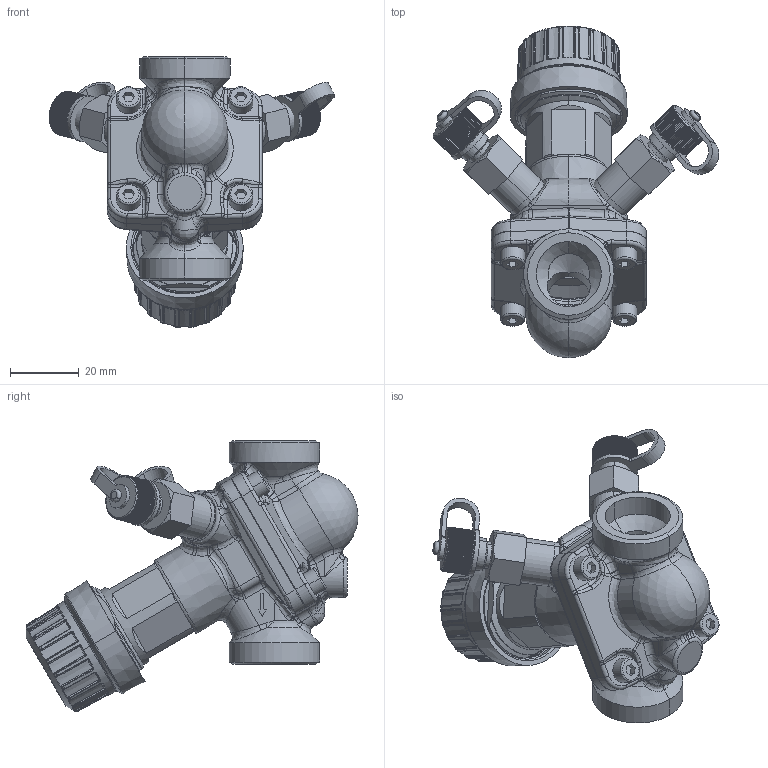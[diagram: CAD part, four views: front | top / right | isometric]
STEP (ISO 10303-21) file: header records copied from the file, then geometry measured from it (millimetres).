
FILE_DESCRIPTION((''),'2;1');
FILE_NAME('003Z1212_ASM','2017-03-24T',('U258099'),('Danfoss'),'CREO PARAMETRIC BY PTC INC, 2015480','CREO PARAMETRIC BY PTC INC, 2015480','');
FILE_SCHEMA(('CONFIG_CONTROL_DESIGN'));
Length unit declared in the file: millimetre
Products named in the file (15): 8906642; 89066670; D3-STIFT; D3-STIFT-RING_ASM; 8906224; 8906147_ASM; 51340040; 8906580; 8901337; 8901339; 08-TWINLOK_LOW_ASM; 8901338; 08-TWINLOK_HIGH_ASM; 89065050; 003Z1212_ASM
Assembly tree (18 placements, depth 4):
  003Z1212_ASM
    8906642
    89066670
    8906147_ASM
      D3-STIFT-RING_ASM
        D3-STIFT
      8906224
    51340040  x4
    8906580
    08-TWINLOK_LOW_ASM
      8901337
      8901339
    08-TWINLOK_HIGH_ASM
      8901337
      8901338
    89065050
Bounding box: 82.94 x 96.45 x 78.68 mm (x, y, z)
Volume: 57577.4 mm3; surface area: 43644.5 mm2
Topology: 16 solids, 16 shells, 3253 faces, 8313 edges, 5150 vertices
Faces by surface type: plane 1314, cylinder 763, bspline 636, cone 227, torus 180, sphere 102, extrusion 31
Entity records: 123701 total; most frequent: CARTESIAN_POINT 52388, ORIENTED_EDGE 16214, DIRECTION 13064, EDGE_CURVE 8107, VERTEX_POINT 5036, AXIS2_PLACEMENT_3D 4872, VECTOR 3320, LINE 3289
